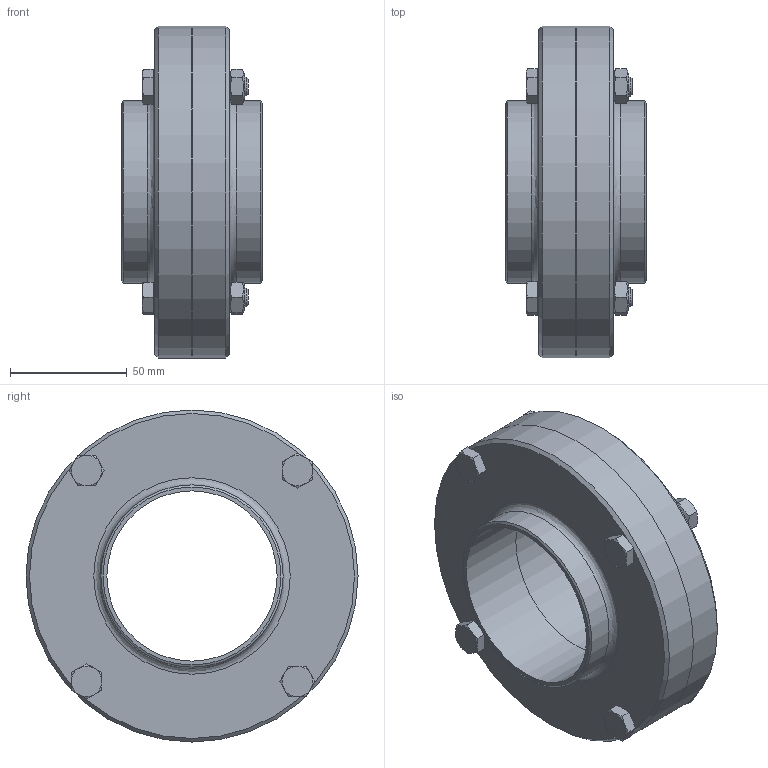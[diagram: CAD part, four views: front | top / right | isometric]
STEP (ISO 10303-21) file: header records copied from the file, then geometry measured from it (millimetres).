
FILE_DESCRIPTION((''),'2;1');
FILE_NAME('14601300X200.stp','2010-08-09T10:57:53',('thilbrands'),(''),'Autodesk Inventor 2008','Autodesk Inventor 2008','');
FILE_SCHEMA(('AUTOMOTIVE_DESIGN { 1 0 10303 214 1 1 1 1 }'));
Length unit declared in the file: millimetre
Products named in the file (6): 14601100X200; 146111001-3(_DQ); 11100010-DN75(_FS)3(_DQ); 146211001-3(_DQ); 28674 M8; DIN 933 - ersetzt durch DIN EN 24017 M8  x 40
Assembly tree (11 placements, depth 2):
  14601100X200
    146111001-3(_DQ)
    11100010-DN75(_FS)3(_DQ)
    146211001-3(_DQ)
    28674 M8  x4
    DIN 933 - ersetzt durch DIN EN 24017 M8  x 40  x4
Bounding box: 60 x 142 x 142 mm (x, y, z)
Volume: 397599.8 mm3; surface area: 97685.7 mm2
Topology: 11 solids, 11 shells, 170 faces, 363 edges, 226 vertices
Faces by surface type: plane 81, cone 52, cylinder 22, bspline 14, torus 1
Full cylindrical faces by diameter (mm): 7.323 x4, 8 x4, 11.4 x4, 72.8 x2, 78 x3, 85 x1, 88 x1, 94.8 x1, 142 x2
Entity records: 2041 total; most frequent: CARTESIAN_POINT 562, DIRECTION 288, ORIENTED_EDGE 206, AXIS2_PLACEMENT_3D 135, EDGE_LOOP 132, EDGE_CURVE 103, VERTEX_POINT 85, FACE_OUTER_BOUND 68
